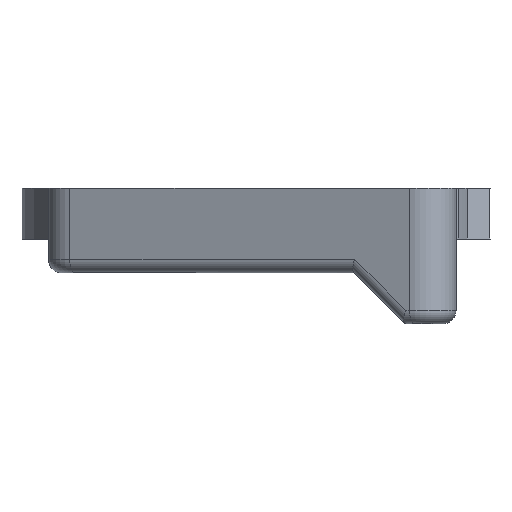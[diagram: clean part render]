
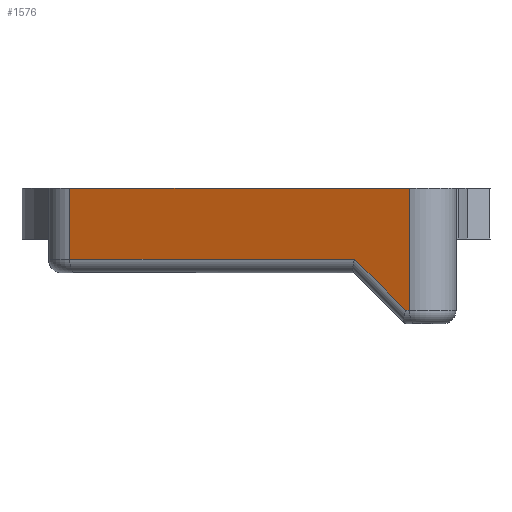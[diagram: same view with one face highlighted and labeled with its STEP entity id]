
A CAD part, left-side view. The second image highlights one B-rep face of the part: STEP entity #1576.
In plain terms, the highlighted planar face has unit normal (-0.93, 0.368, 0).
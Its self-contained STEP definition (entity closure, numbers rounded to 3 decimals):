
#84=PLANE('',#1740);
#127=FACE_OUTER_BOUND('',#217,.T.);
#217=EDGE_LOOP('',(#1189,#1190,#1191,#1192,#1193,#1194));
#284=LINE('',#2301,#405);
#289=LINE('',#2340,#410);
#291=LINE('',#2343,#412);
#302=LINE('',#2407,#423);
#304=LINE('',#2413,#425);
#329=LINE('',#3595,#450);
#405=VECTOR('',#1845,10.);
#410=VECTOR('',#1874,10.);
#412=VECTOR('',#1878,10.);
#423=VECTOR('',#1935,10.);
#425=VECTOR('',#1941,10.);
#450=VECTOR('',#2044,10.);
#616=VERTEX_POINT('',#2299);
#617=VERTEX_POINT('',#2300);
#625=VERTEX_POINT('',#2328);
#629=VERTEX_POINT('',#2338);
#644=VERTEX_POINT('',#2406);
#646=VERTEX_POINT('',#2412);
#778=EDGE_CURVE('',#616,#617,#284,.T.);
#793=EDGE_CURVE('',#625,#629,#289,.T.);
#795=EDGE_CURVE('',#629,#616,#291,.T.);
#820=EDGE_CURVE('',#644,#625,#302,.T.);
#823=EDGE_CURVE('',#644,#646,#304,.T.);
#896=EDGE_CURVE('',#617,#646,#329,.T.);
#1189=ORIENTED_EDGE('',*,*,#793,.T.);
#1190=ORIENTED_EDGE('',*,*,#795,.T.);
#1191=ORIENTED_EDGE('',*,*,#778,.T.);
#1192=ORIENTED_EDGE('',*,*,#896,.T.);
#1193=ORIENTED_EDGE('',*,*,#823,.F.);
#1194=ORIENTED_EDGE('',*,*,#820,.T.);
#1576=ADVANCED_FACE('',(#127),#84,.F.);
#1740=AXIS2_PLACEMENT_3D('',#3596,#2045,#2046);
#1845=DIRECTION('',(-0.368,-0.93,0.));
#1874=DIRECTION('',(-0.368,-0.93,0.));
#1878=DIRECTION('',(-0.27,-0.681,-0.681));
#1935=DIRECTION('',(0.,0.,-1.));
#1941=DIRECTION('',(-0.368,-0.93,0.));
#2044=DIRECTION('',(0.,0.,1.));
#2045=DIRECTION('center_axis',(0.93,-0.368,0.));
#2046=DIRECTION('ref_axis',(0.368,0.93,0.));
#2299=CARTESIAN_POINT('',(-37.157,-11.037,-4.2));
#2300=CARTESIAN_POINT('',(-37.247,-11.264,-4.2));
#2301=CARTESIAN_POINT('',(-37.445,-11.764,-4.2));
#2328=CARTESIAN_POINT('',(-29.328,8.736,-1.2));
#2338=CARTESIAN_POINT('',(-35.969,-8.037,-1.2));
#2340=CARTESIAN_POINT('',(-35.174,-6.028,-1.2));
#2343=CARTESIAN_POINT('',(-36.964,-10.55,-3.713));
#2406=CARTESIAN_POINT('',(-29.328,8.736,3.));
#2407=CARTESIAN_POINT('',(-29.328,8.736,-2.));
#2412=CARTESIAN_POINT('',(-37.247,-11.264,3.));
#2413=CARTESIAN_POINT('',(-35.174,-6.028,3.));
#3595=CARTESIAN_POINT('',(-37.247,-11.264,-2.));
#3596=CARTESIAN_POINT('Origin',(-38.33,-14.,-2.));
